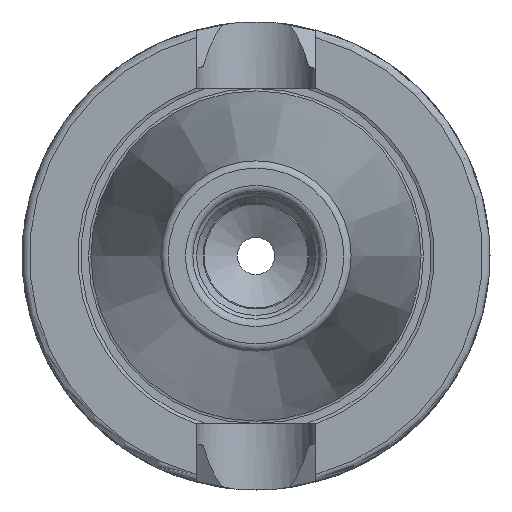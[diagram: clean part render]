
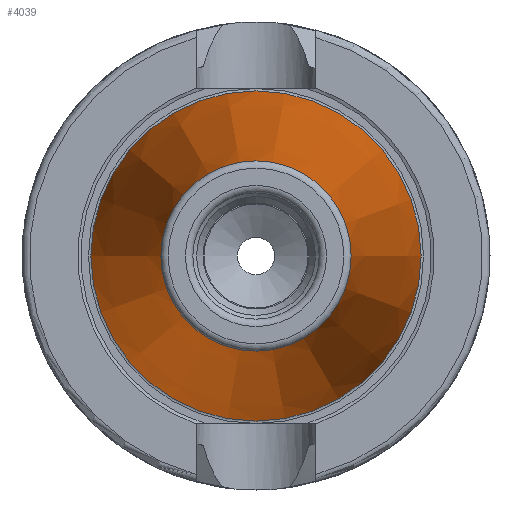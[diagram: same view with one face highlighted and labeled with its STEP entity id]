
A CAD part, left-side view. The second image highlights one B-rep face of the part: STEP entity #4039.
In plain terms, the highlighted conical face has half-angle 8.297 degrees and reference radius 17.519 mm.
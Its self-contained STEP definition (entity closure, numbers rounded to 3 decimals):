
#4005=CARTESIAN_POINT('',(-64.544,12.812,0.0));
#4006=VERTEX_POINT('',#4005);
#4007=CARTESIAN_POINT('',(-64.544,0.0,0.0));
#4008=DIRECTION('',(1.0,0.0,0.0));
#4009=DIRECTION('',(0.0,1.0,0.0));
#4010=AXIS2_PLACEMENT_3D('',#4007,#4008,#4009);
#4011=CIRCLE('',#4010,12.812);
#4012=EDGE_CURVE('',#4006,#4006,#4011,.T.);
#4020=CARTESIAN_POINT('',(-32.272,0.0,0.0));
#4021=DIRECTION('',(1.0,0.0,0.0));
#4022=DIRECTION('',(0.0,1.0,0.0));
#4023=AXIS2_PLACEMENT_3D('',#4020,#4021,#4022);
#4024=CONICAL_SURFACE('',#4023,17.519,8.297);
#4025=CARTESIAN_POINT('',(0.,22.225,0.0));
#4026=VERTEX_POINT('',#4025);
#4027=CARTESIAN_POINT('',(0.,0.0,0.0));
#4028=DIRECTION('',(1.0,0.0,0.0));
#4029=DIRECTION('',(0.0,1.0,0.0));
#4030=AXIS2_PLACEMENT_3D('',#4027,#4028,#4029);
#4031=CIRCLE('',#4030,22.225);
#4032=EDGE_CURVE('',#4026,#4026,#4031,.T.);
#4033=ORIENTED_EDGE('',*,*,#4032,.F.);
#4034=EDGE_LOOP('',(#4033));
#4035=FACE_OUTER_BOUND('',#4034,.T.);
#4036=ORIENTED_EDGE('',*,*,#4012,.T.);
#4037=EDGE_LOOP('',(#4036));
#4038=FACE_BOUND('',#4037,.T.);
#4039=ADVANCED_FACE('',(#4035,#4038),#4024,.T.);
